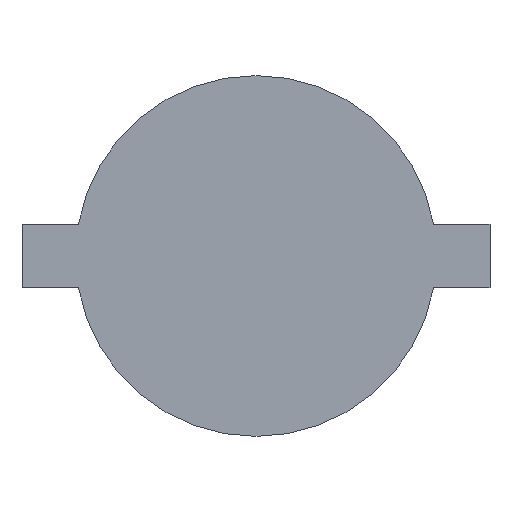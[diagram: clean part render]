
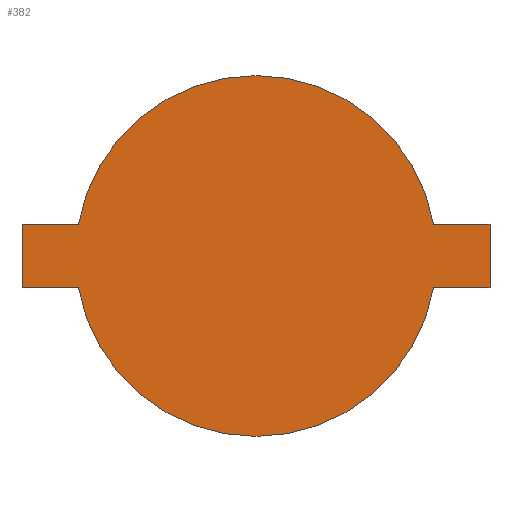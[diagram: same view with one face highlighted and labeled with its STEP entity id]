
A CAD part, top view. The second image highlights one B-rep face of the part: STEP entity #382.
In plain terms, the highlighted planar face has unit normal (0, 0, 1).
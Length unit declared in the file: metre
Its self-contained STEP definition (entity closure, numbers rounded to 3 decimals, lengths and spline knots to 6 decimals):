
#45=CIRCLE('',#421,0.013462);
#46=CIRCLE('',#422,0.013462);
#61=ORIENTED_EDGE('',*,*,#169,.F.);
#62=ORIENTED_EDGE('',*,*,#170,.T.);
#63=ORIENTED_EDGE('',*,*,#171,.T.);
#64=ORIENTED_EDGE('',*,*,#172,.T.);
#65=ORIENTED_EDGE('',*,*,#173,.T.);
#66=ORIENTED_EDGE('',*,*,#174,.F.);
#67=ORIENTED_EDGE('',*,*,#175,.F.);
#68=ORIENTED_EDGE('',*,*,#176,.T.);
#169=EDGE_CURVE('',#223,#224,#260,.T.);
#170=EDGE_CURVE('',#223,#225,#261,.T.);
#171=EDGE_CURVE('',#225,#226,#262,.T.);
#172=EDGE_CURVE('',#226,#227,#45,.T.);
#173=EDGE_CURVE('',#227,#228,#263,.T.);
#174=EDGE_CURVE('',#229,#228,#264,.T.);
#175=EDGE_CURVE('',#230,#229,#265,.T.);
#176=EDGE_CURVE('',#230,#224,#46,.T.);
#223=VERTEX_POINT('',#561);
#224=VERTEX_POINT('',#562);
#225=VERTEX_POINT('',#564);
#226=VERTEX_POINT('',#566);
#227=VERTEX_POINT('',#568);
#228=VERTEX_POINT('',#570);
#229=VERTEX_POINT('',#572);
#230=VERTEX_POINT('',#574);
#260=LINE('',#560,#282);
#261=LINE('',#563,#283);
#262=LINE('',#565,#284);
#263=LINE('',#569,#285);
#264=LINE('',#571,#286);
#265=LINE('',#573,#287);
#282=VECTOR('',#462,1.);
#283=VECTOR('',#463,1.);
#284=VECTOR('',#464,1.);
#285=VECTOR('',#467,1.);
#286=VECTOR('',#468,1.);
#287=VECTOR('',#469,1.);
#304=EDGE_LOOP('',(#61,#62,#63,#64,#65,#66,#67,#68));
#335=FACE_BOUND('',#304,.T.);
#366=PLANE('',#420);
#382=ADVANCED_FACE('',(#335),#366,.T.);
#420=AXIS2_PLACEMENT_3D('',#559,#460,#461);
#421=AXIS2_PLACEMENT_3D('',#567,#465,#466);
#422=AXIS2_PLACEMENT_3D('',#575,#470,#471);
#460=DIRECTION('',(0.,0.,1.));
#461=DIRECTION('',(1.,0.,0.));
#462=DIRECTION('',(1.,0.,0.));
#463=DIRECTION('',(0.,-1.,0.));
#464=DIRECTION('',(1.,0.,0.));
#465=DIRECTION('',(0.,0.,1.));
#466=DIRECTION('',(1.,0.,0.));
#467=DIRECTION('',(1.,0.,0.));
#468=DIRECTION('',(0.,-1.,0.));
#469=DIRECTION('',(1.,0.,0.));
#470=DIRECTION('',(0.,0.,1.));
#471=DIRECTION('',(1.,0.,0.));
#559=CARTESIAN_POINT('',(0.,0.,0.0127));
#560=CARTESIAN_POINT('',(0.,0.002381,0.0127));
#561=CARTESIAN_POINT('',(-0.017463,0.002381,0.0127));
#562=CARTESIAN_POINT('',(-0.01325,0.002381,0.0127));
#563=CARTESIAN_POINT('',(-0.017463,0.,0.0127));
#564=CARTESIAN_POINT('',(-0.017463,-0.002381,0.0127));
#565=CARTESIAN_POINT('',(0.,-0.002381,0.0127));
#566=CARTESIAN_POINT('',(-0.01325,-0.002381,0.0127));
#567=CARTESIAN_POINT('',(0.,0.,0.0127));
#568=CARTESIAN_POINT('',(0.01325,-0.002381,0.0127));
#569=CARTESIAN_POINT('',(0.,-0.002381,0.0127));
#570=CARTESIAN_POINT('',(0.017463,-0.002381,0.0127));
#571=CARTESIAN_POINT('',(0.017463,0.,0.0127));
#572=CARTESIAN_POINT('',(0.017463,0.002381,0.0127));
#573=CARTESIAN_POINT('',(0.,0.002381,0.0127));
#574=CARTESIAN_POINT('',(0.01325,0.002381,0.0127));
#575=CARTESIAN_POINT('',(0.,0.,0.0127));
